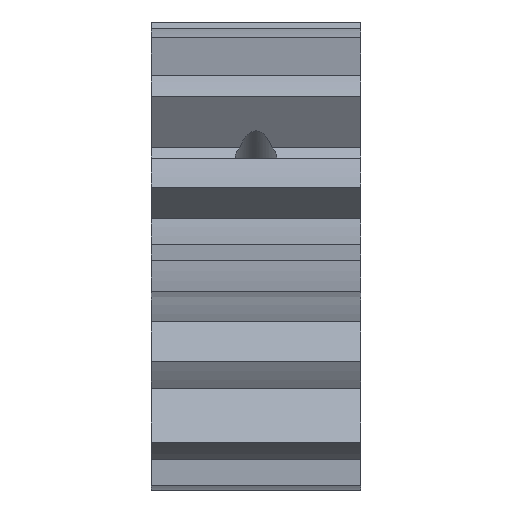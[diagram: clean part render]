
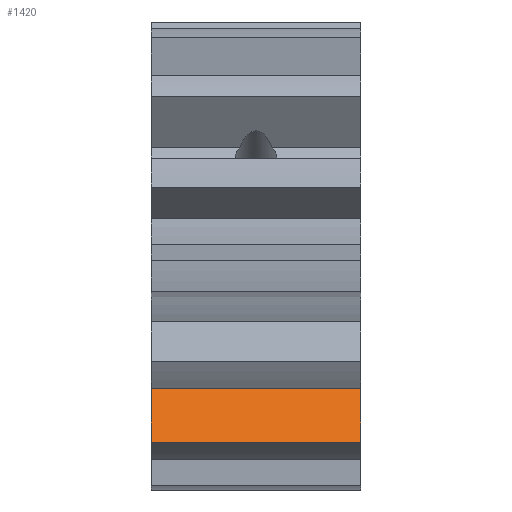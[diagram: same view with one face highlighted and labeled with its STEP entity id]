
A CAD part, front view. The second image highlights one B-rep face of the part: STEP entity #1420.
In plain terms, the highlighted planar face has unit normal (0, -0.915, 0.404).
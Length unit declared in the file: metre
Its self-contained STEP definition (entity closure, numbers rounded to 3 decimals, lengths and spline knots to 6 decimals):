
#39=LINE('',#2199,#179);
#73=LINE('',#2321,#213);
#74=LINE('',#2323,#214);
#75=LINE('',#2325,#215);
#179=VECTOR('',#1713,1.);
#213=VECTOR('',#1813,1.);
#214=VECTOR('',#1816,1.);
#215=VECTOR('',#1817,1.);
#306=PLANE('',#1548);
#537=ORIENTED_EDGE('',*,*,#868,.T.);
#538=ORIENTED_EDGE('',*,*,#929,.F.);
#539=ORIENTED_EDGE('',*,*,#930,.F.);
#540=ORIENTED_EDGE('',*,*,#931,.T.);
#868=EDGE_CURVE('',#1073,#1072,#39,.T.);
#929=EDGE_CURVE('',#1127,#1072,#73,.T.);
#930=EDGE_CURVE('',#1128,#1127,#74,.T.);
#931=EDGE_CURVE('',#1128,#1073,#75,.T.);
#1072=VERTEX_POINT('',#2198);
#1073=VERTEX_POINT('',#2200);
#1127=VERTEX_POINT('',#2320);
#1128=VERTEX_POINT('',#2324);
#1214=EDGE_LOOP('',(#537,#538,#539,#540));
#1304=FACE_BOUND('',#1214,.T.);
#1420=ADVANCED_FACE('',(#1304),#306,.F.);
#1548=AXIS2_PLACEMENT_3D('',#2322,#1814,#1815);
#1713=DIRECTION('',(0.,0.404,0.915));
#1813=DIRECTION('',(1.,0.,0.));
#1814=DIRECTION('',(0.,0.915,-0.404));
#1815=DIRECTION('',(0.,0.404,0.915));
#1816=DIRECTION('',(0.,0.404,0.915));
#1817=DIRECTION('',(1.,0.,0.));
#2198=CARTESIAN_POINT('',(-0.1275,0.028981,0.038999));
#2199=CARTESIAN_POINT('',(-0.1275,0.028034,0.03686));
#2200=CARTESIAN_POINT('',(-0.1275,0.027088,0.03472));
#2320=CARTESIAN_POINT('',(-0.1435,0.028981,0.038999));
#2321=CARTESIAN_POINT('',(-0.1435,0.028981,0.038999));
#2322=CARTESIAN_POINT('',(-0.1435,0.028034,0.03686));
#2323=CARTESIAN_POINT('',(-0.1435,0.028034,0.03686));
#2324=CARTESIAN_POINT('',(-0.1435,0.027088,0.03472));
#2325=CARTESIAN_POINT('',(-0.1435,0.027088,0.03472));
